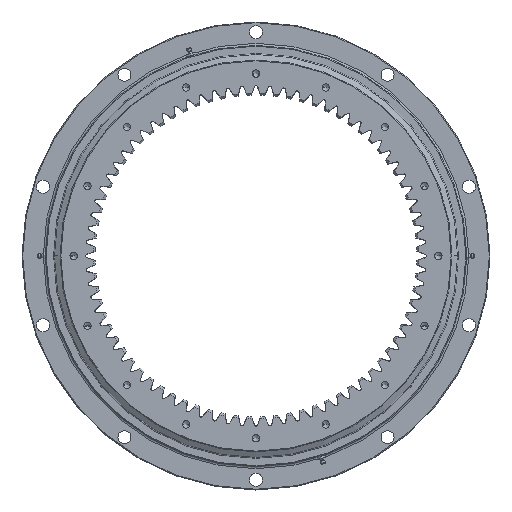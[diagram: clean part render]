
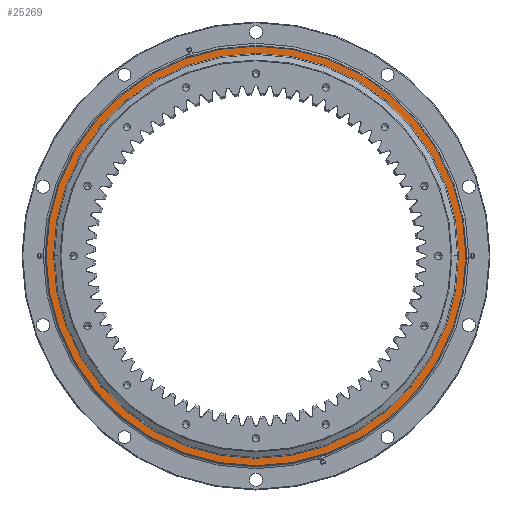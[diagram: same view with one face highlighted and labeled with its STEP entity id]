
A CAD part, top view. The second image highlights one B-rep face of the part: STEP entity #25269.
In plain terms, the highlighted face is planar.
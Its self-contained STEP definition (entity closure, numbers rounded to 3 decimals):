
#26 = DIRECTION ( 'NONE',  ( 1., 0., 0. ) ) ;
#216 = DIRECTION ( 'NONE',  ( 1., 0., 0. ) ) ;
#585 = ORIENTED_EDGE ( 'NONE', *, *, #6042, .T. ) ;
#929 = AXIS2_PLACEMENT_3D ( 'NONE', #4145, #10595, #25533 ) ;
#1442 = ORIENTED_EDGE ( 'NONE', *, *, #9623, .T. ) ;
#2930 = VERTEX_POINT ( 'NONE', #10520 ) ;
#3298 = CARTESIAN_POINT ( 'NONE',  ( -290.5, 0., -18. ) ) ;
#3454 = CARTESIAN_POINT ( 'NONE',  ( 0., 0., -18. ) ) ;
#4145 = CARTESIAN_POINT ( 'NONE',  ( -291.5, 0., -18. ) ) ;
#4637 = AXIS2_PLACEMENT_3D ( 'NONE', #25642, #12840, #26 ) ;
#4871 = CIRCLE ( 'NONE', #7077, 290.5 ) ;
#5413 = EDGE_LOOP ( 'NONE', ( #14169, #1442 ) ) ;
#5604 = DIRECTION ( 'NONE',  ( 1., 0., 0. ) ) ;
#6042 = EDGE_CURVE ( 'NONE', #20280, #2930, #4871, .T. ) ;
#6332 = ORIENTED_EDGE ( 'NONE', *, *, #19670, .T. ) ;
#6755 = EDGE_CURVE ( 'NONE', #22556, #20984, #19193, .T. ) ;
#7077 = AXIS2_PLACEMENT_3D ( 'NONE', #3454, #18385, #5604 ) ;
#7349 = DIRECTION ( 'NONE',  ( 0., 0., -1. ) ) ;
#8028 = CARTESIAN_POINT ( 'NONE',  ( 273.75, 0., -18. ) ) ;
#8901 = AXIS2_PLACEMENT_3D ( 'NONE', #25830, #13029, #216 ) ;
#9135 = EDGE_LOOP ( 'NONE', ( #6332, #585 ) ) ;
#9623 = EDGE_CURVE ( 'NONE', #20984, #22556, #23036, .T. ) ;
#10520 = CARTESIAN_POINT ( 'NONE',  ( 290.5, 0., -18. ) ) ;
#10595 = DIRECTION ( 'NONE',  ( 0., 0., 1. ) ) ;
#12840 = DIRECTION ( 'NONE',  ( 0., 0., 1. ) ) ;
#13029 = DIRECTION ( 'NONE',  ( 0., 0., 1. ) ) ;
#14169 = ORIENTED_EDGE ( 'NONE', *, *, #6755, .T. ) ;
#18385 = DIRECTION ( 'NONE',  ( 0., 0., -1. ) ) ;
#18666 = FACE_BOUND ( 'NONE', #5413, .T. ) ;
#19193 = CIRCLE ( 'NONE', #8901, 273.75 ) ;
#19670 = EDGE_CURVE ( 'NONE', #2930, #20280, #22494, .T. ) ;
#20149 = CARTESIAN_POINT ( 'NONE',  ( 0., 0., -18. ) ) ;
#20280 = VERTEX_POINT ( 'NONE', #3298 ) ;
#20984 = VERTEX_POINT ( 'NONE', #8028 ) ;
#22282 = DIRECTION ( 'NONE',  ( 1., 0., 0. ) ) ;
#22494 = CIRCLE ( 'NONE', #26069, 290.5 ) ;
#22556 = VERTEX_POINT ( 'NONE', #27376 ) ;
#23036 = CIRCLE ( 'NONE', #4637, 273.75 ) ;
#23365 = PLANE ( 'NONE',  #929 ) ;
#23684 = FACE_OUTER_BOUND ( 'NONE', #9135, .T. ) ;
#25269 = ADVANCED_FACE ( 'NONE', ( #18666, #23684 ), #23365, .F. ) ;
#25533 = DIRECTION ( 'NONE',  ( 1., 0., 0. ) ) ;
#25642 = CARTESIAN_POINT ( 'NONE',  ( 0., 0., -18. ) ) ;
#25830 = CARTESIAN_POINT ( 'NONE',  ( 0., 0., -18. ) ) ;
#26069 = AXIS2_PLACEMENT_3D ( 'NONE', #20149, #7349, #22282 ) ;
#27376 = CARTESIAN_POINT ( 'NONE',  ( -273.75, 0., -18. ) ) ;
